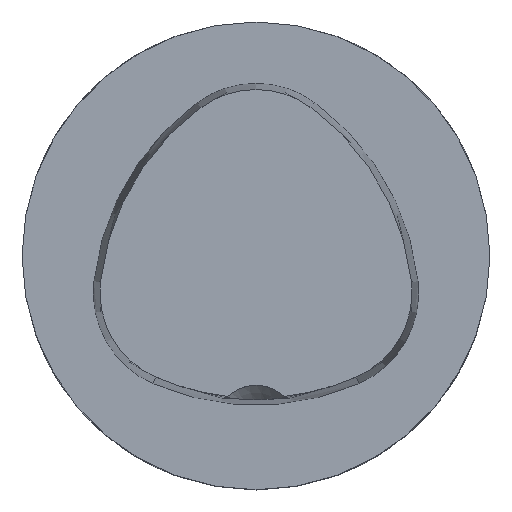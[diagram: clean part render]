
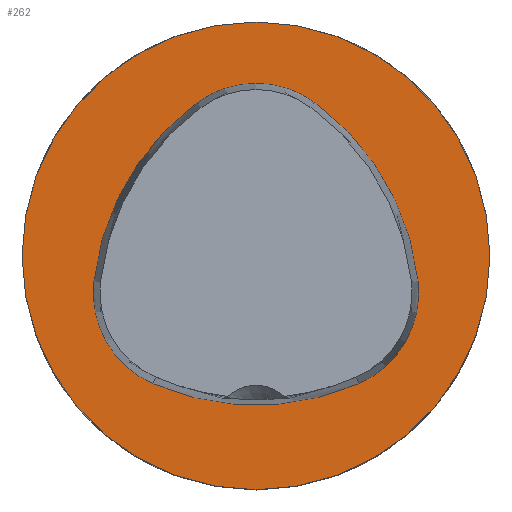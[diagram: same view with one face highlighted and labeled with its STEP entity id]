
A CAD part, top view. The second image highlights one B-rep face of the part: STEP entity #262.
In plain terms, the highlighted planar face has unit normal (0, 0, 1).
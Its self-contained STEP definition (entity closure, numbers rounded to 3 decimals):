
#226=PLANE('',#705);
#262=ADVANCED_FACE('',(#289,#290),#226,.T.);
#289=FACE_BOUND('',#339,.T.);
#290=FACE_BOUND('',#340,.T.);
#339=EDGE_LOOP('',(#460));
#340=EDGE_LOOP('',(#461,#462,#463,#464,#465,#466));
#460=ORIENTED_EDGE('',*,*,#600,.F.);
#461=ORIENTED_EDGE('',*,*,#550,.T.);
#462=ORIENTED_EDGE('',*,*,#566,.T.);
#463=ORIENTED_EDGE('',*,*,#563,.T.);
#464=ORIENTED_EDGE('',*,*,#560,.T.);
#465=ORIENTED_EDGE('',*,*,#557,.T.);
#466=ORIENTED_EDGE('',*,*,#554,.T.);
#501=VERTEX_POINT('',#949);
#502=VERTEX_POINT('',#950);
#504=VERTEX_POINT('',#957);
#506=VERTEX_POINT('',#963);
#508=VERTEX_POINT('',#969);
#510=VERTEX_POINT('',#975);
#531=VERTEX_POINT('',#1053);
#550=EDGE_CURVE('',#501,#502,#614,.T.);
#554=EDGE_CURVE('',#504,#501,#616,.T.);
#557=EDGE_CURVE('',#506,#504,#618,.T.);
#560=EDGE_CURVE('',#508,#506,#620,.T.);
#563=EDGE_CURVE('',#510,#508,#622,.T.);
#566=EDGE_CURVE('',#502,#510,#624,.T.);
#600=EDGE_CURVE('',#531,#531,#630,.T.);
#614=CIRCLE('',#656,17.);
#616=CIRCLE('',#659,44.);
#618=CIRCLE('',#662,17.);
#620=CIRCLE('',#665,44.);
#622=CIRCLE('',#668,17.);
#624=CIRCLE('',#671,44.);
#630=CIRCLE('',#704,40.0);
#656=AXIS2_PLACEMENT_3D('',#948,#759,#760);
#659=AXIS2_PLACEMENT_3D('',#956,#767,#768);
#662=AXIS2_PLACEMENT_3D('',#962,#774,#775);
#665=AXIS2_PLACEMENT_3D('',#968,#781,#782);
#668=AXIS2_PLACEMENT_3D('',#974,#788,#789);
#671=AXIS2_PLACEMENT_3D('',#979,#795,#796);
#704=AXIS2_PLACEMENT_3D('',#1052,#881,#882);
#705=AXIS2_PLACEMENT_3D('',#1054,#883,#884);
#759=DIRECTION('',(0.0,0.0,-1.0));
#760=DIRECTION('',(0.866,-0.5,0.0));
#767=DIRECTION('',(0.0,0.0,-1.0));
#768=DIRECTION('',(0.866,0.5,0.0));
#774=DIRECTION('',(0.0,0.0,-1.0));
#775=DIRECTION('',(0.0,1.0,0.0));
#781=DIRECTION('',(0.0,0.0,-1.0));
#782=DIRECTION('',(-0.866,0.5,0.0));
#788=DIRECTION('',(0.0,0.0,-1.0));
#789=DIRECTION('',(-0.866,-0.5,0.0));
#795=DIRECTION('',(0.0,0.0,-1.0));
#796=DIRECTION('',(0.0,-1.0,0.0));
#881=DIRECTION('',(0.0,0.0,-1.0));
#882=DIRECTION('',(-1.0,0.0,0.0));
#883=DIRECTION('',(0.0,0.0,1.0));
#884=DIRECTION('',(0.0,1.0,0.0));
#948=CARTESIAN_POINT('',(10.825,-6.25,0.0));
#949=CARTESIAN_POINT('',(27.721,-4.366,0.));
#950=CARTESIAN_POINT('',(17.641,-21.824,0.));
#956=CARTESIAN_POINT('',(-16.008,-9.242,0.0));
#957=CARTESIAN_POINT('',(10.079,26.19,0.));
#962=CARTESIAN_POINT('',(0.0,12.5,0.0));
#963=CARTESIAN_POINT('',(-10.079,26.19,0.));
#968=CARTESIAN_POINT('',(16.008,-9.242,0.0));
#969=CARTESIAN_POINT('',(-27.721,-4.366,0.));
#974=CARTESIAN_POINT('',(-10.825,-6.25,0.0));
#975=CARTESIAN_POINT('',(-17.641,-21.824,0.));
#979=CARTESIAN_POINT('',(0.0,18.485,0.0));
#1052=CARTESIAN_POINT('',(0.0,0.0,0.0));
#1053=CARTESIAN_POINT('',(-40.0,0.0,0.0));
#1054=CARTESIAN_POINT('',(-20.0,0.0,0.0));
